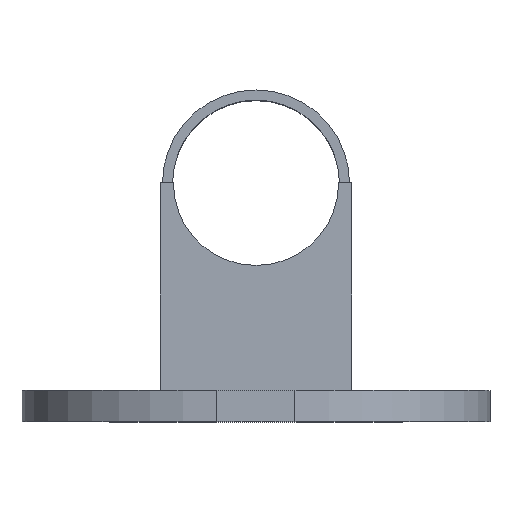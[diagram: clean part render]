
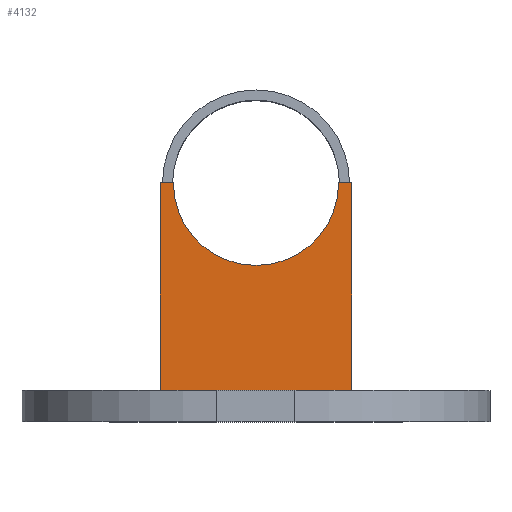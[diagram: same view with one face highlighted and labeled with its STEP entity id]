
A CAD part, top view. The second image highlights one B-rep face of the part: STEP entity #4132.
In plain terms, the highlighted planar face has unit normal (0, 0, 1).
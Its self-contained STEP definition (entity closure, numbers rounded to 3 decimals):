
#89 = CARTESIAN_POINT ( 'NONE',  ( -24.5, 0., 8.75 ) ) ;
#102 = CARTESIAN_POINT ( 'NONE',  ( -21.2, 0., 8.75 ) ) ;
#256 = LINE ( 'NONE', #4895, #4863 ) ;
#456 = EDGE_LOOP ( 'NONE', ( #4313, #6899, #7323, #6210, #2745, #1884 ) ) ;
#694 = DIRECTION ( 'NONE',  ( -1., 0., 0. ) ) ;
#709 = DIRECTION ( 'NONE',  ( -1., 0., 0. ) ) ;
#825 = CARTESIAN_POINT ( 'NONE',  ( 0., 0., 8.75 ) ) ;
#896 = DIRECTION ( 'NONE',  ( 0., 1., 0. ) ) ;
#1416 = VERTEX_POINT ( 'NONE', #102 ) ;
#1486 = CARTESIAN_POINT ( 'NONE',  ( -24.5, -53.2, 8.75 ) ) ;
#1577 = PLANE ( 'NONE',  #7388 ) ;
#1884 = ORIENTED_EDGE ( 'NONE', *, *, #4585, .T. ) ;
#2173 = VECTOR ( 'NONE', #5166, 1000. ) ;
#2180 = CIRCLE ( 'NONE', #6806, 21.2 ) ;
#2208 = LINE ( 'NONE', #2322, #2173 ) ;
#2281 = VECTOR ( 'NONE', #709, 1000. ) ;
#2322 = CARTESIAN_POINT ( 'NONE',  ( -24.5, 0., 8.75 ) ) ;
#2527 = CARTESIAN_POINT ( 'NONE',  ( 24.5, 0., 8.75 ) ) ;
#2628 = VERTEX_POINT ( 'NONE', #4388 ) ;
#2745 = ORIENTED_EDGE ( 'NONE', *, *, #5347, .T. ) ;
#2811 = VECTOR ( 'NONE', #4900, 1000. ) ;
#2978 = LINE ( 'NONE', #4087, #2281 ) ;
#3042 = DIRECTION ( 'NONE',  ( 1., 0., 0. ) ) ;
#3115 = CARTESIAN_POINT ( 'NONE',  ( 0., 0., 8.75 ) ) ;
#3126 = DIRECTION ( 'NONE',  ( 1., 0., 0. ) ) ;
#3237 = DIRECTION ( 'NONE',  ( 0., 0., 1. ) ) ;
#3461 = VECTOR ( 'NONE', #694, 1000. ) ;
#3574 = LINE ( 'NONE', #6333, #3461 ) ;
#3888 = FACE_OUTER_BOUND ( 'NONE', #456, .T. ) ;
#4014 = EDGE_CURVE ( 'NONE', #6404, #2628, #7332, .T. ) ;
#4087 = CARTESIAN_POINT ( 'NONE',  ( -24.5, 0., 8.75 ) ) ;
#4132 = ADVANCED_FACE ( 'NONE', ( #3888 ), #1577, .T. ) ;
#4313 = ORIENTED_EDGE ( 'NONE', *, *, #7211, .F. ) ;
#4388 = CARTESIAN_POINT ( 'NONE',  ( 24.5, -53.2, 8.75 ) ) ;
#4585 = EDGE_CURVE ( 'NONE', #4935, #6141, #2978, .T. ) ;
#4863 = VECTOR ( 'NONE', #896, 1000. ) ;
#4895 = CARTESIAN_POINT ( 'NONE',  ( 24.5, 0., 8.75 ) ) ;
#4900 = DIRECTION ( 'NONE',  ( 1., 0., 0. ) ) ;
#4935 = VERTEX_POINT ( 'NONE', #2527 ) ;
#5008 = CARTESIAN_POINT ( 'NONE',  ( -24.5, -53.2, 8.75 ) ) ;
#5166 = DIRECTION ( 'NONE',  ( 0., -1., 0. ) ) ;
#5347 = EDGE_CURVE ( 'NONE', #2628, #4935, #256, .T. ) ;
#5422 = DIRECTION ( 'NONE',  ( 0., 0., 1. ) ) ;
#6141 = VERTEX_POINT ( 'NONE', #6980 ) ;
#6210 = ORIENTED_EDGE ( 'NONE', *, *, #4014, .T. ) ;
#6333 = CARTESIAN_POINT ( 'NONE',  ( -24.5, 0., 8.75 ) ) ;
#6404 = VERTEX_POINT ( 'NONE', #1486 ) ;
#6531 = EDGE_CURVE ( 'NONE', #6756, #6404, #2208, .T. ) ;
#6756 = VERTEX_POINT ( 'NONE', #89 ) ;
#6806 = AXIS2_PLACEMENT_3D ( 'NONE', #3115, #5422, #3042 ) ;
#6899 = ORIENTED_EDGE ( 'NONE', *, *, #7506, .T. ) ;
#6980 = CARTESIAN_POINT ( 'NONE',  ( 21.2, 0., 8.75 ) ) ;
#7211 = EDGE_CURVE ( 'NONE', #1416, #6141, #2180, .T. ) ;
#7323 = ORIENTED_EDGE ( 'NONE', *, *, #6531, .T. ) ;
#7332 = LINE ( 'NONE', #5008, #2811 ) ;
#7388 = AXIS2_PLACEMENT_3D ( 'NONE', #825, #3237, #3126 ) ;
#7506 = EDGE_CURVE ( 'NONE', #1416, #6756, #3574, .T. ) ;
